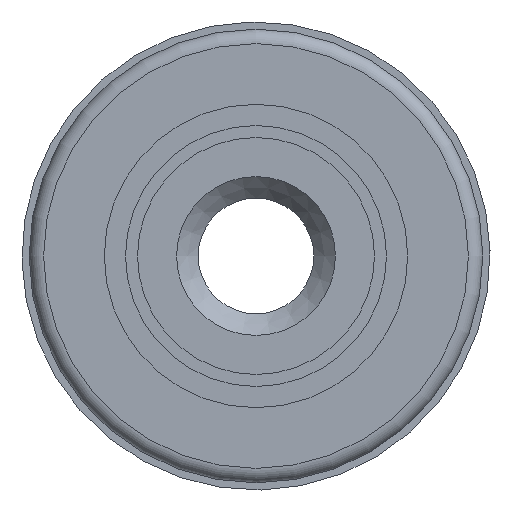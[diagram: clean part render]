
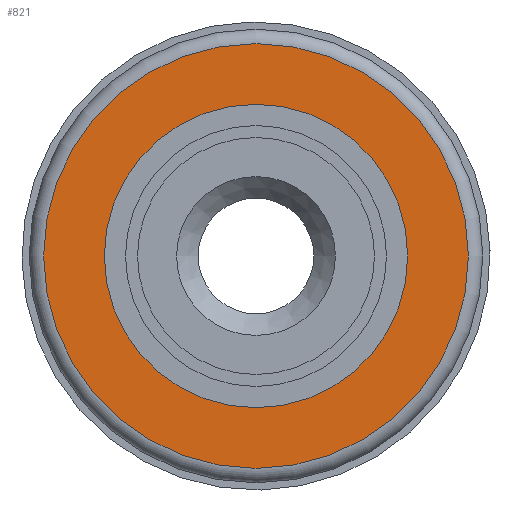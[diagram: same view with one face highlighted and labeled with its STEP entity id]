
A CAD part, left-side view. The second image highlights one B-rep face of the part: STEP entity #821.
In plain terms, the highlighted planar face has unit normal (-1, 0, 0).
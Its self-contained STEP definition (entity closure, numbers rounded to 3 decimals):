
#128=FACE_BOUND('',#274,.T.);
#186=FACE_OUTER_BOUND('',#273,.T.);
#273=EDGE_LOOP('',(#678));
#274=EDGE_LOOP('',(#679));
#332=CIRCLE('',#927,5.25);
#335=CIRCLE('',#932,7.35);
#401=VERTEX_POINT('',#1432);
#404=VERTEX_POINT('',#1440);
#494=EDGE_CURVE('',#401,#401,#332,.T.);
#497=EDGE_CURVE('',#404,#404,#335,.T.);
#678=ORIENTED_EDGE('',*,*,#497,.F.);
#679=ORIENTED_EDGE('',*,*,#494,.T.);
#706=PLANE('',#936);
#821=ADVANCED_FACE('',(#186,#128),#706,.T.);
#927=AXIS2_PLACEMENT_3D('',#1433,#1155,#1156);
#932=AXIS2_PLACEMENT_3D('',#1441,#1165,#1166);
#936=AXIS2_PLACEMENT_3D('',#1447,#1173,#1174);
#1155=DIRECTION('center_axis',(1.,0.,0.));
#1156=DIRECTION('ref_axis',(0.,0.,
1.));
#1165=DIRECTION('center_axis',(1.,0.,0.));
#1166=DIRECTION('ref_axis',(0.,-1.,0.));
#1173=DIRECTION('center_axis',(-1.,0.,0.));
#1174=DIRECTION('ref_axis',(0.,0.,
1.));
#1432=CARTESIAN_POINT('',(0.,0.,5.25));
#1433=CARTESIAN_POINT('Origin',(0.,0.,
0.));
#1440=CARTESIAN_POINT('',(0.,7.35,0.));
#1441=CARTESIAN_POINT('Origin',(0.,0.,
0.));
#1447=CARTESIAN_POINT('Origin',(0.,0.,
0.));
